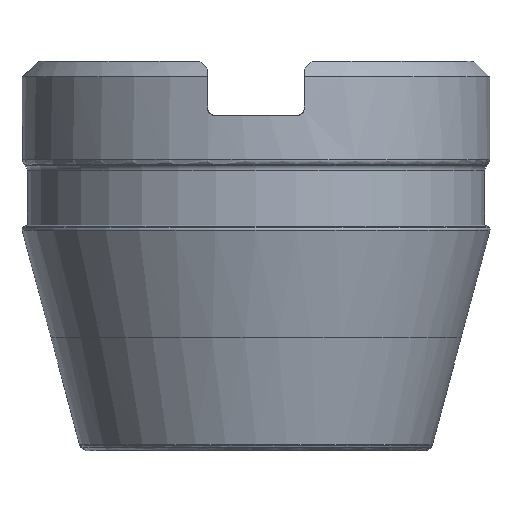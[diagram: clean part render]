
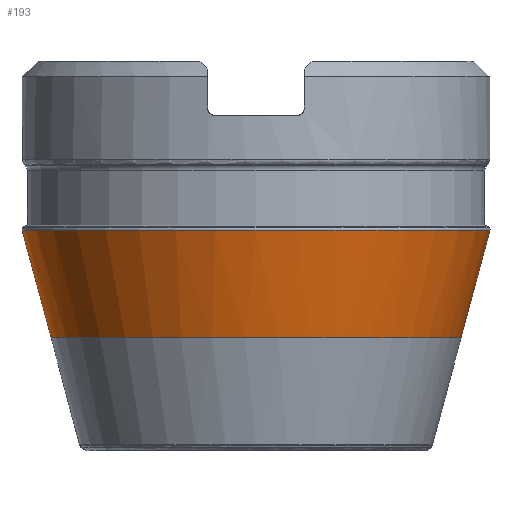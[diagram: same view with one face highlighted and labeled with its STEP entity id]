
A CAD part, front view. The second image highlights one B-rep face of the part: STEP entity #193.
In plain terms, the highlighted face is a revolution surface.
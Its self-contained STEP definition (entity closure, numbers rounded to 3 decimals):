
#193=ADVANCED_FACE('',(#399,#400),#262,.T.);
#262=SURFACE_OF_REVOLUTION('',#316,#289);
#289=AXIS1_PLACEMENT('',#1716,#1206);
#316=B_SPLINE_CURVE_WITH_KNOTS('',5,(#1705,#1706,#1707,#1708,#1709,#1710,
#1711,#1712,#1713,#1714,#1715),.UNSPECIFIED.,.F.,.F.,(6,5,6),(0.,1.,
1.),.UNSPECIFIED.);
#337=(
BOUNDED_CURVE()
B_SPLINE_CURVE(3,(#1384,#1385,#1386,#1387,#1388,#1389,#1390),
 .UNSPECIFIED.,.T.,.F.)
B_SPLINE_CURVE_WITH_KNOTS((1,3,3,3,1),(-0.5,0.,0.5,1.,1.5),
 .UNSPECIFIED.)
CURVE()
GEOMETRIC_REPRESENTATION_ITEM()
RATIONAL_B_SPLINE_CURVE((1.,0.333,0.333,1.,0.333,
0.333,1.))
REPRESENTATION_ITEM('')
);
#399=FACE_BOUND('',#501,.T.);
#400=FACE_BOUND('',#502,.T.);
#501=EDGE_LOOP('',(#623));
#502=EDGE_LOOP('',(#624));
#623=ORIENTED_EDGE('',*,*,#866,.T.);
#624=ORIENTED_EDGE('',*,*,#893,.F.);
#780=VERTEX_POINT('',#1391);
#807=VERTEX_POINT('',#1697);
#866=EDGE_CURVE('',#780,#780,#337,.T.);
#893=EDGE_CURVE('',#807,#807,#993,.T.);
#993=CIRCLE('',#1052,30.03);
#1052=AXIS2_PLACEMENT_3D('',#1696,#1203,#1204);
#1203=DIRECTION('',(0.,0.,1.));
#1204=DIRECTION('',(-1.,0.,0.));
#1206=DIRECTION('',(0.,0.,-1.));
#1384=CARTESIAN_POINT('',(26.33,0.,-35.515));
#1385=CARTESIAN_POINT('',(26.33,52.659,-35.515));
#1386=CARTESIAN_POINT('',(-26.33,52.659,-35.515));
#1387=CARTESIAN_POINT('',(-26.33,0.,-35.515));
#1388=CARTESIAN_POINT('',(-26.33,-52.659,-35.515));
#1389=CARTESIAN_POINT('',(26.33,-52.659,-35.515));
#1390=CARTESIAN_POINT('',(26.33,0.,-35.515));
#1391=CARTESIAN_POINT('',(26.331,0.,-35.516));
#1696=CARTESIAN_POINT('',(0.,0.,-21.711));
#1697=CARTESIAN_POINT('',(-30.03,0.,-21.711));
#1705=CARTESIAN_POINT('',(30.03,0.,-21.711));
#1706=CARTESIAN_POINT('',(29.286,0.,-24.471));
#1707=CARTESIAN_POINT('',(28.544,0.,-27.231));
#1708=CARTESIAN_POINT('',(27.803,0.,-29.992));
#1709=CARTESIAN_POINT('',(27.065,0.,-32.753));
#1710=CARTESIAN_POINT('',(26.33,0.,-35.515));
#1711=CARTESIAN_POINT('',(26.33,0.,-35.516));
#1712=CARTESIAN_POINT('',(26.329,0.,-35.516));
#1713=CARTESIAN_POINT('',(26.329,0.,-35.516));
#1714=CARTESIAN_POINT('',(26.329,0.,-35.516));
#1715=CARTESIAN_POINT('',(26.329,0.,-35.516));
#1716=CARTESIAN_POINT('',(0.,0.,0.));
